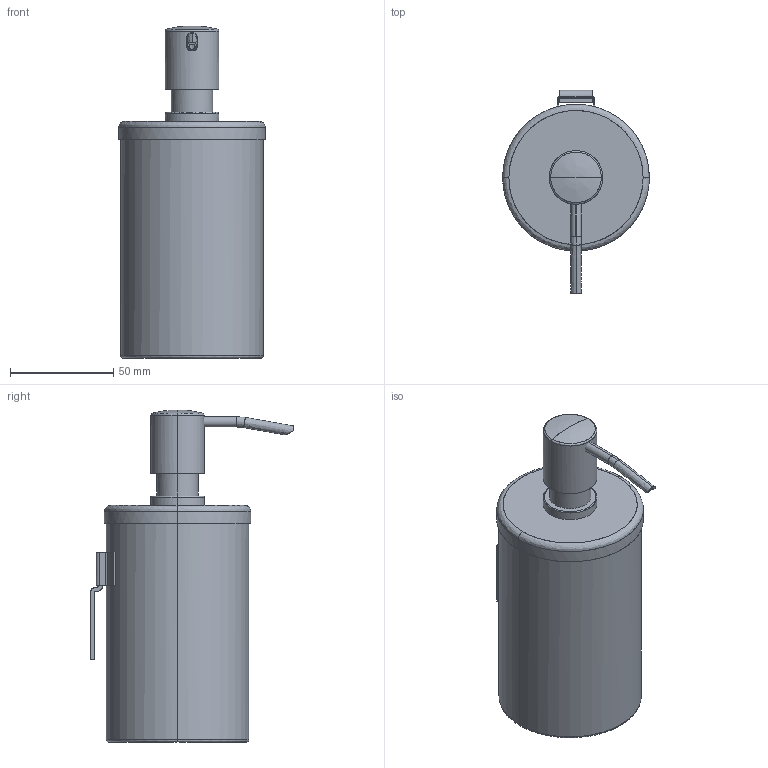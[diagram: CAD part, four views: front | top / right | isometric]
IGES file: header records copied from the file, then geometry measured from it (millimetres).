
Start section:  PTC IGES file: a44994_asm.igs  PTC IGES file: 44228_asm.igs  PTC IGES file: 44272_sw0001.igs  PTC IGES file: 44009_sw0001.igs  PTC IGES file: 44010_sw0001.igs  PTC IGES file: a44042_sw0001.igs  PTC IGES file: a44051_sw0001.igs  PTC IGES file: a44052_sw0001.igs  PTC IGES file: a44053_sw0001.igs  PTC IGES file: a44276_sw0001.igs  PTC IGES file: a44277_sw0001.igs  PTC IGES file: 44284_sw0001.igs  PT
Global section: file name: 31H; native system: Rhinoceros ( Mar  9 2011 ); preprocessor: Trout Lake IGES 012 Mar  9 2011; date: 121205.085905; units: millimetre
Bounding box: 71 x 98.77 x 160.82 mm (x, y, z)
Surface area: 47054.4 mm2 (no closed solid volume)
Topology: 0 solids, 0 shells, 74 faces, 738 edges, 736 vertices
Faces by surface type: bspline 74
